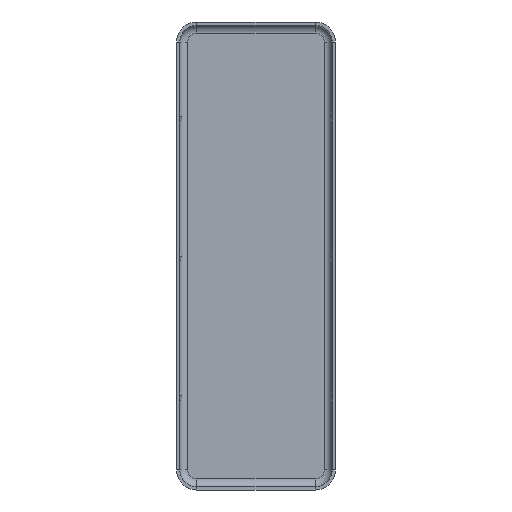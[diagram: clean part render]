
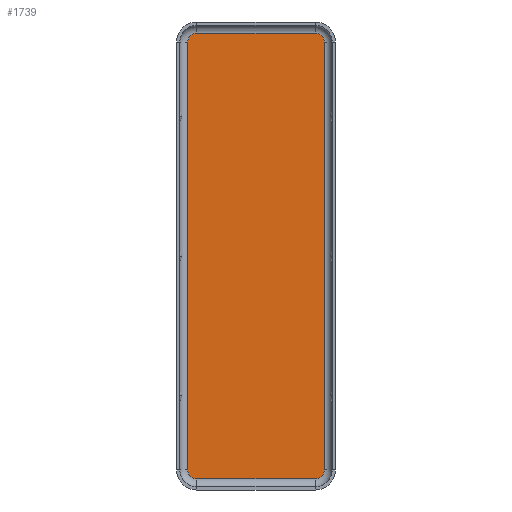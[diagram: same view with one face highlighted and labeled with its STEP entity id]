
A CAD part, front view. The second image highlights one B-rep face of the part: STEP entity #1739.
In plain terms, the highlighted planar face has unit normal (0, -1, 0).
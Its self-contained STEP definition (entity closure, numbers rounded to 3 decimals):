
#5 = AXIS2_PLACEMENT_3D ( 'NONE', #1647, #1791, #192 ) ;
#62 = CARTESIAN_POINT ( 'NONE',  ( 6.1, 0., 0. ) ) ;
#132 = CARTESIAN_POINT ( 'NONE',  ( -6.1, 0., -19.1 ) ) ;
#192 = DIRECTION ( 'NONE',  ( 0., 0., -1. ) ) ;
#217 = CIRCLE ( 'NONE', #1294, 0.8 ) ;
#242 = CARTESIAN_POINT ( 'NONE',  ( -5.3, 0., -19.9 ) ) ;
#246 = EDGE_CURVE ( 'NONE', #594, #802, #391, .T. ) ;
#249 = CARTESIAN_POINT ( 'NONE',  ( 5.3, 0., -19.1 ) ) ;
#255 = DIRECTION ( 'NONE',  ( 0., 0., -1. ) ) ;
#291 = CIRCLE ( 'NONE', #1374, 0.8 ) ;
#293 = EDGE_CURVE ( 'NONE', #490, #1774, #300, .T. ) ;
#300 = CIRCLE ( 'NONE', #5, 0.8 ) ;
#380 = EDGE_LOOP ( 'NONE', ( #1117, #1613, #640, #479, #538, #1012, #1226, #512 ) ) ;
#384 = PLANE ( 'NONE',  #1134 ) ;
#391 = LINE ( 'NONE', #62, #877 ) ;
#394 = VECTOR ( 'NONE', #1057, 1000. ) ;
#479 = ORIENTED_EDGE ( 'NONE', *, *, #1049, .T. ) ;
#490 = VERTEX_POINT ( 'NONE', #1581 ) ;
#496 = CARTESIAN_POINT ( 'NONE',  ( 5.3, 0., 19.9 ) ) ;
#509 = DIRECTION ( 'NONE',  ( 0., 0., -1. ) ) ;
#512 = ORIENTED_EDGE ( 'NONE', *, *, #874, .T. ) ;
#538 = ORIENTED_EDGE ( 'NONE', *, *, #1594, .T. ) ;
#578 = AXIS2_PLACEMENT_3D ( 'NONE', #1186, #1465, #763 ) ;
#594 = VERTEX_POINT ( 'NONE', #1159 ) ;
#640 = ORIENTED_EDGE ( 'NONE', *, *, #246, .F. ) ;
#684 = CARTESIAN_POINT ( 'NONE',  ( 5.3, 0., -19.1 ) ) ;
#704 = EDGE_CURVE ( 'NONE', #1229, #799, #773, .T. ) ;
#763 = DIRECTION ( 'NONE',  ( 0., 0., -1. ) ) ;
#773 = LINE ( 'NONE', #1487, #394 ) ;
#788 = DIRECTION ( 'NONE',  ( -1., 0., 0. ) ) ;
#799 = VERTEX_POINT ( 'NONE', #242 ) ;
#802 = VERTEX_POINT ( 'NONE', #1810 ) ;
#846 = FACE_OUTER_BOUND ( 'NONE', #380, .T. ) ;
#850 = CIRCLE ( 'NONE', #578, 0.8 ) ;
#874 = EDGE_CURVE ( 'NONE', #1439, #799, #217, .T. ) ;
#877 = VECTOR ( 'NONE', #1204, 1000. ) ;
#910 = CARTESIAN_POINT ( 'NONE',  ( 5.3, 0., -19.9 ) ) ;
#944 = DIRECTION ( 'NONE',  ( 0., 1., 0. ) ) ;
#951 = DIRECTION ( 'NONE',  ( 0., -1., 0. ) ) ;
#1012 = ORIENTED_EDGE ( 'NONE', *, *, #293, .F. ) ;
#1049 = EDGE_CURVE ( 'NONE', #594, #1386, #850, .T. ) ;
#1057 = DIRECTION ( 'NONE',  ( -1., 0., 0. ) ) ;
#1117 = ORIENTED_EDGE ( 'NONE', *, *, #704, .F. ) ;
#1134 = AXIS2_PLACEMENT_3D ( 'NONE', #684, #951, #255 ) ;
#1159 = CARTESIAN_POINT ( 'NONE',  ( 6.1, 0., 19.1 ) ) ;
#1186 = CARTESIAN_POINT ( 'NONE',  ( 5.3, 0., 19.1 ) ) ;
#1192 = EDGE_CURVE ( 'NONE', #490, #1439, #1734, .T. ) ;
#1204 = DIRECTION ( 'NONE',  ( 0., 0., -1. ) ) ;
#1226 = ORIENTED_EDGE ( 'NONE', *, *, #1192, .T. ) ;
#1229 = VERTEX_POINT ( 'NONE', #910 ) ;
#1259 = VECTOR ( 'NONE', #788, 1000. ) ;
#1294 = AXIS2_PLACEMENT_3D ( 'NONE', #1481, #1778, #1496 ) ;
#1344 = VECTOR ( 'NONE', #509, 1000. ) ;
#1374 = AXIS2_PLACEMENT_3D ( 'NONE', #249, #944, #1666 ) ;
#1386 = VERTEX_POINT ( 'NONE', #1698 ) ;
#1439 = VERTEX_POINT ( 'NONE', #132 ) ;
#1465 = DIRECTION ( 'NONE',  ( 0., -1., 0. ) ) ;
#1481 = CARTESIAN_POINT ( 'NONE',  ( -5.3, 0., -19.1 ) ) ;
#1487 = CARTESIAN_POINT ( 'NONE',  ( 5.3, 0., -19.9 ) ) ;
#1496 = DIRECTION ( 'NONE',  ( 0., 0., 1. ) ) ;
#1581 = CARTESIAN_POINT ( 'NONE',  ( -6.1, 0., 19.1 ) ) ;
#1594 = EDGE_CURVE ( 'NONE', #1386, #1774, #1752, .T. ) ;
#1613 = ORIENTED_EDGE ( 'NONE', *, *, #1712, .F. ) ;
#1647 = CARTESIAN_POINT ( 'NONE',  ( -5.3, 0., 19.1 ) ) ;
#1666 = DIRECTION ( 'NONE',  ( 0., 0., 1. ) ) ;
#1698 = CARTESIAN_POINT ( 'NONE',  ( 5.3, 0., 19.9 ) ) ;
#1712 = EDGE_CURVE ( 'NONE', #802, #1229, #291, .T. ) ;
#1734 = LINE ( 'NONE', #1783, #1344 ) ;
#1739 = ADVANCED_FACE ( 'NONE', ( #846 ), #384, .T. ) ;
#1752 = LINE ( 'NONE', #496, #1259 ) ;
#1774 = VERTEX_POINT ( 'NONE', #1833 ) ;
#1778 = DIRECTION ( 'NONE',  ( 0., -1., 0. ) ) ;
#1783 = CARTESIAN_POINT ( 'NONE',  ( -6.1, 0., 0. ) ) ;
#1791 = DIRECTION ( 'NONE',  ( 0., 1., 0. ) ) ;
#1810 = CARTESIAN_POINT ( 'NONE',  ( 6.1, 0., -19.1 ) ) ;
#1833 = CARTESIAN_POINT ( 'NONE',  ( -5.3, 0., 19.9 ) ) ;
